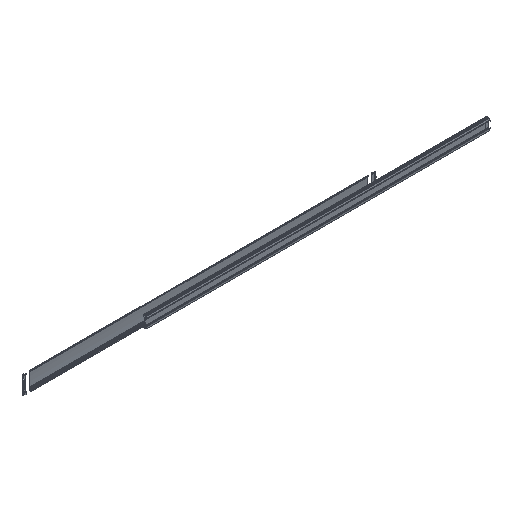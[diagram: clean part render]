
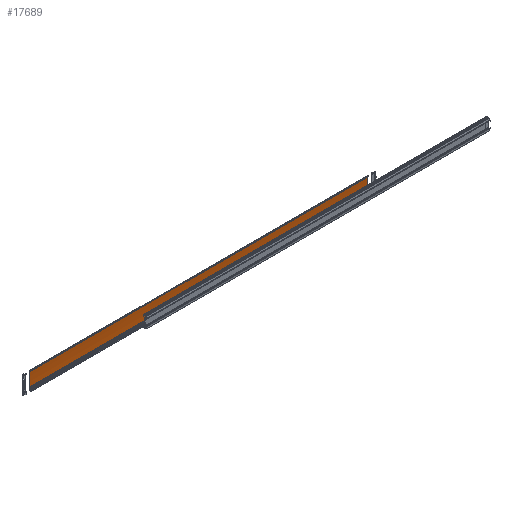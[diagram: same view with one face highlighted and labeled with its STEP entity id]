
A CAD part, isometric view. The second image highlights one B-rep face of the part: STEP entity #17689.
In plain terms, the highlighted cylindrical face has radius 547.429 mm (diameter 1094.86 mm), a partial arc.
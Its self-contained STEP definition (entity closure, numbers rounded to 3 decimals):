
#1221 = LINE ( 'NONE', #11570, #16569 ) ;
#1301 = DIRECTION ( 'NONE',  ( 0., 0., -1. ) ) ;
#1307 = EDGE_CURVE ( 'NONE', #5461, #1585, #1221, .T. ) ;
#1585 = VERTEX_POINT ( 'NONE', #7964 ) ;
#1835 = EDGE_CURVE ( 'NONE', #4830, #7363, #3814, .T. ) ;
#2697 = CARTESIAN_POINT ( 'NONE',  ( -239., 16.346, 20.427 ) ) ;
#2917 = CIRCLE ( 'NONE', #5254, 547.429 ) ;
#3120 = CARTESIAN_POINT ( 'NONE',  ( 500., -530.38, -7.303 ) ) ;
#3326 = EDGE_CURVE ( 'NONE', #7363, #1585, #18075, .T. ) ;
#3469 = ORIENTED_EDGE ( 'NONE', *, *, #10456, .T. ) ;
#3814 = LINE ( 'NONE', #2697, #9626 ) ;
#4142 = DIRECTION ( 'NONE',  ( -1., 0., 0. ) ) ;
#4830 = VERTEX_POINT ( 'NONE', #18764 ) ;
#5254 = AXIS2_PLACEMENT_3D ( 'NONE', #16170, #4142, #14572 ) ;
#5461 = VERTEX_POINT ( 'NONE', #17835 ) ;
#5499 = DIRECTION ( 'NONE',  ( 1., 0., 0. ) ) ;
#5579 = CARTESIAN_POINT ( 'NONE',  ( 500., 16.346, 20.427 ) ) ;
#5773 = CARTESIAN_POINT ( 'NONE',  ( -239., -530.38, -7.303 ) ) ;
#7363 = VERTEX_POINT ( 'NONE', #5579 ) ;
#7598 = FACE_OUTER_BOUND ( 'NONE', #18251, .T. ) ;
#7964 = CARTESIAN_POINT ( 'NONE',  ( 500., 17.038, -10.835 ) ) ;
#8501 = ORIENTED_EDGE ( 'NONE', *, *, #3326, .F. ) ;
#9626 = VECTOR ( 'NONE', #5499, 1000. ) ;
#10150 = ORIENTED_EDGE ( 'NONE', *, *, #1835, .F. ) ;
#10456 = EDGE_CURVE ( 'NONE', #4830, #5461, #2917, .T. ) ;
#10634 = CYLINDRICAL_SURFACE ( 'NONE', #18221, 547.429 ) ;
#11570 = CARTESIAN_POINT ( 'NONE',  ( -239., 17.038, -10.835 ) ) ;
#11967 = DIRECTION ( 'NONE',  ( 0., 0., -1. ) ) ;
#12064 = AXIS2_PLACEMENT_3D ( 'NONE', #3120, #16394, #11967 ) ;
#14572 = DIRECTION ( 'NONE',  ( 0., 0., -1. ) ) ;
#15305 = ORIENTED_EDGE ( 'NONE', *, *, #1307, .T. ) ;
#16112 = DIRECTION ( 'NONE',  ( 1., 0., 0. ) ) ;
#16170 = CARTESIAN_POINT ( 'NONE',  ( -239., -530.38, -7.303 ) ) ;
#16394 = DIRECTION ( 'NONE',  ( -1., 0., 0. ) ) ;
#16569 = VECTOR ( 'NONE', #16112, 1000. ) ;
#17515 = DIRECTION ( 'NONE',  ( 1., 0., 0. ) ) ;
#17689 = ADVANCED_FACE ( 'NONE', ( #7598 ), #10634, .F. ) ;
#17835 = CARTESIAN_POINT ( 'NONE',  ( -239., 17.038, -10.835 ) ) ;
#18075 = CIRCLE ( 'NONE', #12064, 547.429 ) ;
#18221 = AXIS2_PLACEMENT_3D ( 'NONE', #5773, #17515, #1301 ) ;
#18251 = EDGE_LOOP ( 'NONE', ( #15305, #8501, #10150, #3469 ) ) ;
#18764 = CARTESIAN_POINT ( 'NONE',  ( -239., 16.346, 20.427 ) ) ;
